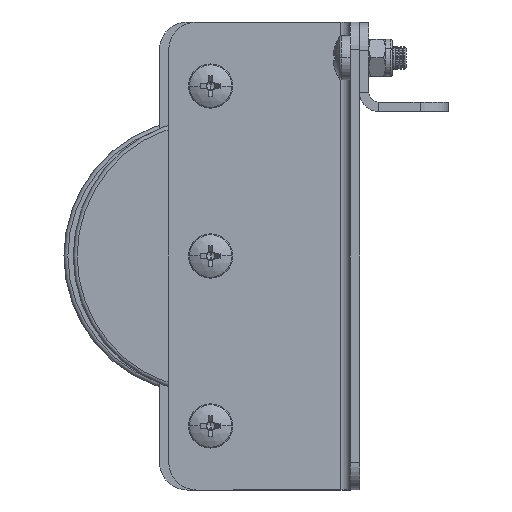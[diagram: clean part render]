
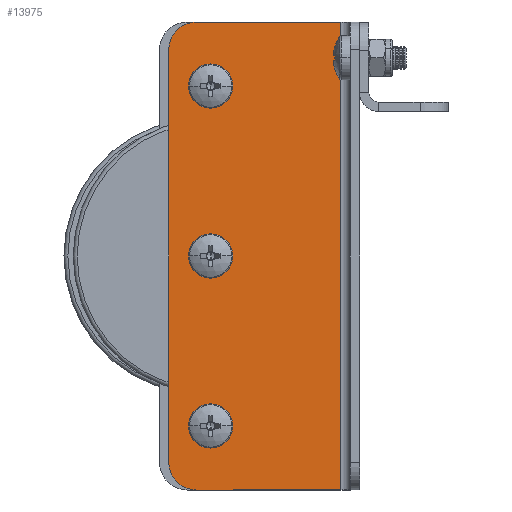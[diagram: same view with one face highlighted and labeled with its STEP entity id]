
A CAD part, left-side view. The second image highlights one B-rep face of the part: STEP entity #13975.
In plain terms, the highlighted face is planar.
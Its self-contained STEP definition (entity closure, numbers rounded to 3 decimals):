
#171 = EDGE_CURVE ( 'NONE', #9636, #11903, #5715, .T. ) ;
#335 = DIRECTION ( 'NONE',  ( 1., 0., 0. ) ) ;
#339 = EDGE_LOOP ( 'NONE', ( #1201, #9115 ) ) ;
#460 = DIRECTION ( 'NONE',  ( -1., 0., 0. ) ) ;
#857 = VECTOR ( 'NONE', #335, 1000. ) ;
#1201 = ORIENTED_EDGE ( 'NONE', *, *, #12149, .F. ) ;
#1644 = FACE_BOUND ( 'NONE', #13532, .T. ) ;
#1959 = AXIS2_PLACEMENT_3D ( 'NONE', #7573, #8763, #460 ) ;
#2007 = AXIS2_PLACEMENT_3D ( 'NONE', #7340, #11084, #9844 ) ;
#2223 = DIRECTION ( 'NONE',  ( 0., 0., 1. ) ) ;
#2406 = EDGE_LOOP ( 'NONE', ( #14946, #5103 ) ) ;
#2639 = AXIS2_PLACEMENT_3D ( 'NONE', #10794, #12023, #6189 ) ;
#2646 = CARTESIAN_POINT ( 'NONE',  ( -50.25, 4., 2. ) ) ;
#2659 = CARTESIAN_POINT ( 'NONE',  ( 50.25, 4., 2. ) ) ;
#3149 = VERTEX_POINT ( 'NONE', #14875 ) ;
#3357 = ORIENTED_EDGE ( 'NONE', *, *, #5421, .F. ) ;
#3403 = CIRCLE ( 'NONE', #1959, 6. ) ;
#3423 = AXIS2_PLACEMENT_3D ( 'NONE', #9489, #10685, #11536 ) ;
#3615 = CARTESIAN_POINT ( 'NONE',  ( 39.15, 32., 2. ) ) ;
#3664 = LINE ( 'NONE', #14448, #12137 ) ;
#3669 = DIRECTION ( 'NONE',  ( 0., 0., 1. ) ) ;
#3812 = VERTEX_POINT ( 'NONE', #6079 ) ;
#3927 = ORIENTED_EDGE ( 'NONE', *, *, #10339, .T. ) ;
#4286 = VECTOR ( 'NONE', #6016, 1000. ) ;
#4387 = CIRCLE ( 'NONE', #13671, 2.65 ) ;
#4516 = CARTESIAN_POINT ( 'NONE',  ( 0., 32., 2. ) ) ;
#4929 = PLANE ( 'NONE',  #2639 ) ;
#5028 = DIRECTION ( 'NONE',  ( 1., 0., 0. ) ) ;
#5036 = CIRCLE ( 'NONE', #7742, 2.65 ) ;
#5103 = ORIENTED_EDGE ( 'NONE', *, *, #171, .F. ) ;
#5421 = EDGE_CURVE ( 'NONE', #14505, #9498, #9638, .T. ) ;
#5548 = CARTESIAN_POINT ( 'NONE',  ( 50.25, 35., 2. ) ) ;
#5715 = CIRCLE ( 'NONE', #9539, 2.65 ) ;
#5831 = LINE ( 'NONE', #14356, #4286 ) ;
#5849 = DIRECTION ( 'NONE',  ( 0., 1., 0. ) ) ;
#5896 = ORIENTED_EDGE ( 'NONE', *, *, #12712, .T. ) ;
#5969 = FACE_OUTER_BOUND ( 'NONE', #9759, .T. ) ;
#6016 = DIRECTION ( 'NONE',  ( 0., 1., 0. ) ) ;
#6079 = CARTESIAN_POINT ( 'NONE',  ( -50.25, 35., 2. ) ) ;
#6189 = DIRECTION ( 'NONE',  ( -1., 0., 0. ) ) ;
#6311 = CIRCLE ( 'NONE', #2007, 2.65 ) ;
#6330 = EDGE_CURVE ( 'NONE', #14505, #3812, #3403, .T. ) ;
#6469 = VERTEX_POINT ( 'NONE', #12276 ) ;
#6515 = VERTEX_POINT ( 'NONE', #2659 ) ;
#6630 = VECTOR ( 'NONE', #11241, 1000. ) ;
#6693 = VERTEX_POINT ( 'NONE', #5548 ) ;
#6722 = FACE_BOUND ( 'NONE', #339, .T. ) ;
#6878 = VERTEX_POINT ( 'NONE', #11700 ) ;
#7340 = CARTESIAN_POINT ( 'NONE',  ( -36.5, 32., 2. ) ) ;
#7396 = DIRECTION ( 'NONE',  ( 0., 0., 1. ) ) ;
#7484 = DIRECTION ( 'NONE',  ( 1., 0., 0. ) ) ;
#7538 = EDGE_CURVE ( 'NONE', #9714, #9704, #14080, .T. ) ;
#7573 = CARTESIAN_POINT ( 'NONE',  ( -44.25, 35., 2. ) ) ;
#7742 = AXIS2_PLACEMENT_3D ( 'NONE', #4516, #2223, #9247 ) ;
#8543 = CARTESIAN_POINT ( 'NONE',  ( -44.25, 41., 2. ) ) ;
#8763 = DIRECTION ( 'NONE',  ( 0., 0., 1. ) ) ;
#9112 = DIRECTION ( 'NONE',  ( 0., 0., 1. ) ) ;
#9115 = ORIENTED_EDGE ( 'NONE', *, *, #7538, .F. ) ;
#9247 = DIRECTION ( 'NONE',  ( 1., 0., 0. ) ) ;
#9439 = ORIENTED_EDGE ( 'NONE', *, *, #6330, .T. ) ;
#9489 = CARTESIAN_POINT ( 'NONE',  ( 44.25, 35., 2. ) ) ;
#9498 = VERTEX_POINT ( 'NONE', #12822 ) ;
#9539 = AXIS2_PLACEMENT_3D ( 'NONE', #15078, #9112, #11508 ) ;
#9583 = EDGE_CURVE ( 'NONE', #3149, #6469, #5036, .T. ) ;
#9636 = VERTEX_POINT ( 'NONE', #12936 ) ;
#9638 = LINE ( 'NONE', #9983, #6630 ) ;
#9704 = VERTEX_POINT ( 'NONE', #3615 ) ;
#9714 = VERTEX_POINT ( 'NONE', #13086 ) ;
#9759 = EDGE_LOOP ( 'NONE', ( #3357, #9439, #10072, #3927, #5896, #14390 ) ) ;
#9844 = DIRECTION ( 'NONE',  ( 1., 0., 0. ) ) ;
#9983 = CARTESIAN_POINT ( 'NONE',  ( -50.25, 41., 2. ) ) ;
#10008 = CARTESIAN_POINT ( 'NONE',  ( 36.5, 32., 2. ) ) ;
#10072 = ORIENTED_EDGE ( 'NONE', *, *, #15012, .F. ) ;
#10316 = EDGE_CURVE ( 'NONE', #11903, #9636, #6311, .T. ) ;
#10339 = EDGE_CURVE ( 'NONE', #6878, #6515, #12707, .T. ) ;
#10685 = DIRECTION ( 'NONE',  ( 0., 0., 1. ) ) ;
#10794 = CARTESIAN_POINT ( 'NONE',  ( -50.25, 0., 2. ) ) ;
#10824 = EDGE_CURVE ( 'NONE', #6469, #3149, #12321, .T. ) ;
#11084 = DIRECTION ( 'NONE',  ( 0., 0., 1. ) ) ;
#11241 = DIRECTION ( 'NONE',  ( 1., 0., 0. ) ) ;
#11508 = DIRECTION ( 'NONE',  ( 1., 0., 0. ) ) ;
#11536 = DIRECTION ( 'NONE',  ( -1., 0., 0. ) ) ;
#11700 = CARTESIAN_POINT ( 'NONE',  ( -50.25, 4., 2. ) ) ;
#11903 = VERTEX_POINT ( 'NONE', #14249 ) ;
#12023 = DIRECTION ( 'NONE',  ( 0., 0., -1. ) ) ;
#12028 = DIRECTION ( 'NONE',  ( 1., 0., 0. ) ) ;
#12137 = VECTOR ( 'NONE', #5849, 1000. ) ;
#12149 = EDGE_CURVE ( 'NONE', #9704, #9714, #4387, .T. ) ;
#12235 = DIRECTION ( 'NONE',  ( 0., 0., 1. ) ) ;
#12276 = CARTESIAN_POINT ( 'NONE',  ( 2.65, 32., 2. ) ) ;
#12321 = CIRCLE ( 'NONE', #12761, 2.65 ) ;
#12707 = LINE ( 'NONE', #2646, #857 ) ;
#12712 = EDGE_CURVE ( 'NONE', #6515, #6693, #5831, .T. ) ;
#12761 = AXIS2_PLACEMENT_3D ( 'NONE', #13342, #3669, #12028 ) ;
#12822 = CARTESIAN_POINT ( 'NONE',  ( 44.25, 41., 2. ) ) ;
#12936 = CARTESIAN_POINT ( 'NONE',  ( -39.15, 32., 2. ) ) ;
#13086 = CARTESIAN_POINT ( 'NONE',  ( 33.85, 32., 2. ) ) ;
#13342 = CARTESIAN_POINT ( 'NONE',  ( 0., 32., 2. ) ) ;
#13492 = FACE_BOUND ( 'NONE', #2406, .T. ) ;
#13532 = EDGE_LOOP ( 'NONE', ( #13626, #13601 ) ) ;
#13601 = ORIENTED_EDGE ( 'NONE', *, *, #9583, .F. ) ;
#13626 = ORIENTED_EDGE ( 'NONE', *, *, #10824, .F. ) ;
#13671 = AXIS2_PLACEMENT_3D ( 'NONE', #14572, #7396, #5028 ) ;
#13724 = EDGE_CURVE ( 'NONE', #6693, #9498, #15164, .T. ) ;
#13975 = ADVANCED_FACE ( 'NONE', ( #13492, #1644, #6722, #5969 ), #4929, .F. ) ;
#14080 = CIRCLE ( 'NONE', #14820, 2.65 ) ;
#14249 = CARTESIAN_POINT ( 'NONE',  ( -33.85, 32., 2. ) ) ;
#14356 = CARTESIAN_POINT ( 'NONE',  ( 50.25, 0., 2. ) ) ;
#14390 = ORIENTED_EDGE ( 'NONE', *, *, #13724, .T. ) ;
#14448 = CARTESIAN_POINT ( 'NONE',  ( -50.25, 0., 2. ) ) ;
#14505 = VERTEX_POINT ( 'NONE', #8543 ) ;
#14572 = CARTESIAN_POINT ( 'NONE',  ( 36.5, 32., 2. ) ) ;
#14820 = AXIS2_PLACEMENT_3D ( 'NONE', #10008, #12235, #7484 ) ;
#14875 = CARTESIAN_POINT ( 'NONE',  ( -2.65, 32., 2. ) ) ;
#14946 = ORIENTED_EDGE ( 'NONE', *, *, #10316, .F. ) ;
#15012 = EDGE_CURVE ( 'NONE', #6878, #3812, #3664, .T. ) ;
#15078 = CARTESIAN_POINT ( 'NONE',  ( -36.5, 32., 2. ) ) ;
#15164 = CIRCLE ( 'NONE', #3423, 6. ) ;
